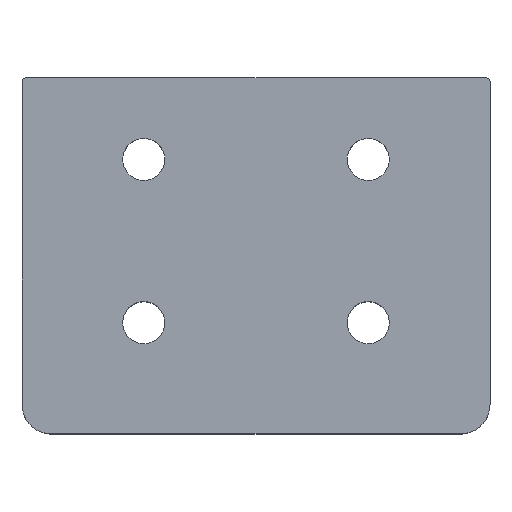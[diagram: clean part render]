
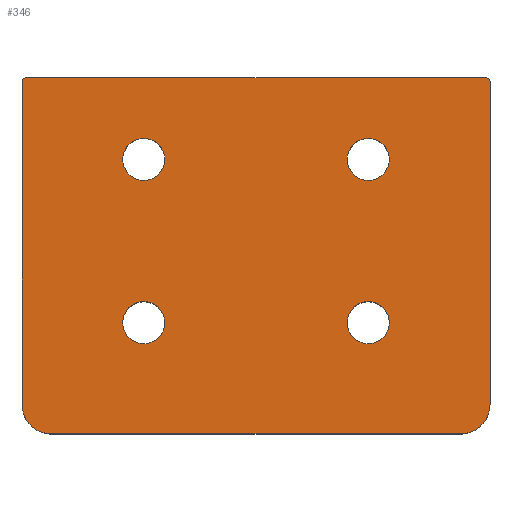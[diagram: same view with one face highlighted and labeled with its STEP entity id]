
A CAD part, top view. The second image highlights one B-rep face of the part: STEP entity #346.
In plain terms, the highlighted planar face has unit normal (0, 0, 1).
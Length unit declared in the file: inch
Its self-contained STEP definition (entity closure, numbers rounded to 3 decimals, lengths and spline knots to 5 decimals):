
#4 = DIRECTION ( 'NONE',  ( 0., 0., 1. ) ) ;
#5 = EDGE_CURVE ( 'NONE', #114, #223, #55, .T. ) ;
#10 = DIRECTION ( 'NONE',  ( -1., 0., 0. ) ) ;
#11 = CARTESIAN_POINT ( 'NONE',  ( -0.56127, 0.34375, 0.25 ) ) ;
#12 = CARTESIAN_POINT ( 'NONE',  ( -0.96988, 0.6875, 0.25 ) ) ;
#16 = CARTESIAN_POINT ( 'NONE',  ( 0.3841, -0.34375, 0.25 ) ) ;
#18 = FACE_OUTER_BOUND ( 'NONE', #559, .T. ) ;
#20 = EDGE_CURVE ( 'NONE', #223, #396, #380, .T. ) ;
#24 = CARTESIAN_POINT ( 'NONE',  ( 0.8605, -0.6875, 0.25 ) ) ;
#36 = CIRCLE ( 'NONE', #565, 0.08858 ) ;
#37 = EDGE_CURVE ( 'NONE', #470, #76, #394, .T. ) ;
#47 = ORIENTED_EDGE ( 'NONE', *, *, #522, .T. ) ;
#49 = ORIENTED_EDGE ( 'NONE', *, *, #617, .T. ) ;
#52 = VERTEX_POINT ( 'NONE', #63 ) ;
#53 = CARTESIAN_POINT ( 'NONE',  ( 0.9855, 0.6875, 0.25 ) ) ;
#55 = LINE ( 'NONE', #398, #156 ) ;
#60 = DIRECTION ( 'NONE',  ( 0., -1., 0. ) ) ;
#62 = FACE_BOUND ( 'NONE', #375, .T. ) ;
#63 = CARTESIAN_POINT ( 'NONE',  ( 0.56127, -0.34375, 0.25 ) ) ;
#71 = AXIS2_PLACEMENT_3D ( 'NONE', #24, #216, #604 ) ;
#72 = EDGE_CURVE ( 'NONE', #396, #137, #535, .T. ) ;
#76 = VERTEX_POINT ( 'NONE', #162 ) ;
#77 = LINE ( 'NONE', #53, #542 ) ;
#84 = AXIS2_PLACEMENT_3D ( 'NONE', #208, #4, #110 ) ;
#90 = AXIS2_PLACEMENT_3D ( 'NONE', #248, #446, #596 ) ;
#92 = AXIS2_PLACEMENT_3D ( 'NONE', #399, #253, #530 ) ;
#93 = VERTEX_POINT ( 'NONE', #12 ) ;
#106 = AXIS2_PLACEMENT_3D ( 'NONE', #503, #109, #303 ) ;
#109 = DIRECTION ( 'NONE',  ( 0., 0., 1. ) ) ;
#110 = DIRECTION ( 'NONE',  ( 1., 0., 0. ) ) ;
#114 = VERTEX_POINT ( 'NONE', #583 ) ;
#116 = DIRECTION ( 'NONE',  ( 0., 0., -1. ) ) ;
#118 = DIRECTION ( 'NONE',  ( -1., 0., 0. ) ) ;
#119 = EDGE_CURVE ( 'NONE', #333, #431, #363, .T. ) ;
#132 = ORIENTED_EDGE ( 'NONE', *, *, #214, .T. ) ;
#135 = CARTESIAN_POINT ( 'NONE',  ( 0.56127, 0.34375, 0.25 ) ) ;
#136 = EDGE_CURVE ( 'NONE', #52, #332, #36, .T. ) ;
#137 = VERTEX_POINT ( 'NONE', #295 ) ;
#147 = DIRECTION ( 'NONE',  ( -1., 0., 0. ) ) ;
#153 = DIRECTION ( 'NONE',  ( 1., 0., 0. ) ) ;
#155 = CARTESIAN_POINT ( 'NONE',  ( -0.3841, -0.34375, 0.25 ) ) ;
#156 = VECTOR ( 'NONE', #60, 39.37008 ) ;
#159 = CARTESIAN_POINT ( 'NONE',  ( -0.47269, 0.34375, 0.25 ) ) ;
#162 = CARTESIAN_POINT ( 'NONE',  ( 0.9855, 0.67187, 0.25 ) ) ;
#166 = CARTESIAN_POINT ( 'NONE',  ( -0.56127, -0.34375, 0.25 ) ) ;
#176 = ORIENTED_EDGE ( 'NONE', *, *, #5, .T. ) ;
#182 = VERTEX_POINT ( 'NONE', #166 ) ;
#187 = AXIS2_PLACEMENT_3D ( 'NONE', #304, #497, #628 ) ;
#195 = CARTESIAN_POINT ( 'NONE',  ( 0.96987, 0.67188, 0.25 ) ) ;
#201 = CARTESIAN_POINT ( 'NONE',  ( -0.8605, -0.8125, 0.25 ) ) ;
#207 = DIRECTION ( 'NONE',  ( 0., 0., -1. ) ) ;
#208 = CARTESIAN_POINT ( 'NONE',  ( -0.96988, 0.67188, 0.25 ) ) ;
#214 = EDGE_CURVE ( 'NONE', #281, #467, #532, .T. ) ;
#216 = DIRECTION ( 'NONE',  ( 0., 0., 1. ) ) ;
#223 = VERTEX_POINT ( 'NONE', #321 ) ;
#227 = EDGE_CURVE ( 'NONE', #513, #93, #77, .T. ) ;
#231 = AXIS2_PLACEMENT_3D ( 'NONE', #549, #499, #453 ) ;
#232 = CIRCLE ( 'NONE', #581, 0.01563 ) ;
#233 = CARTESIAN_POINT ( 'NONE',  ( 0.47269, 0.34375, 0.25 ) ) ;
#234 = ORIENTED_EDGE ( 'NONE', *, *, #579, .T. ) ;
#247 = DIRECTION ( 'NONE',  ( 0., 1., 0. ) ) ;
#248 = CARTESIAN_POINT ( 'NONE',  ( -0.47269, -0.34375, 0.25 ) ) ;
#253 = DIRECTION ( 'NONE',  ( 0., 0., 1. ) ) ;
#276 = ORIENTED_EDGE ( 'NONE', *, *, #465, .T. ) ;
#281 = VERTEX_POINT ( 'NONE', #594 ) ;
#283 = VECTOR ( 'NONE', #247, 39.37008 ) ;
#284 = CIRCLE ( 'NONE', #92, 0.125 ) ;
#292 = AXIS2_PLACEMENT_3D ( 'NONE', #159, #454, #118 ) ;
#295 = CARTESIAN_POINT ( 'NONE',  ( 0.8605, -0.8125, 0.25 ) ) ;
#303 = DIRECTION ( 'NONE',  ( 1., 0., 0. ) ) ;
#304 = CARTESIAN_POINT ( 'NONE',  ( -0.47269, -0.34375, 0.25 ) ) ;
#307 = CARTESIAN_POINT ( 'NONE',  ( 0.9855, -0.6875, 0.25 ) ) ;
#310 = DIRECTION ( 'NONE',  ( -1., 0., 0. ) ) ;
#321 = CARTESIAN_POINT ( 'NONE',  ( -0.9855, -0.6875, 0.25 ) ) ;
#330 = ORIENTED_EDGE ( 'NONE', *, *, #227, .T. ) ;
#332 = VERTEX_POINT ( 'NONE', #16 ) ;
#333 = VERTEX_POINT ( 'NONE', #598 ) ;
#337 = ORIENTED_EDGE ( 'NONE', *, *, #433, .T. ) ;
#340 = VERTEX_POINT ( 'NONE', #155 ) ;
#342 = AXIS2_PLACEMENT_3D ( 'NONE', #233, #567, #514 ) ;
#346 = ADVANCED_FACE ( 'NONE', ( #351, #544, #62, #551, #18 ), #463, .T. ) ;
#349 = CIRCLE ( 'NONE', #90, 0.08858 ) ;
#351 = FACE_BOUND ( 'NONE', #620, .T. ) ;
#357 = CARTESIAN_POINT ( 'NONE',  ( 0.47269, -0.34375, 0.25 ) ) ;
#363 = CIRCLE ( 'NONE', #231, 0.08858 ) ;
#369 = CARTESIAN_POINT ( 'NONE',  ( -0.8605, -0.8125, 0.25 ) ) ;
#370 = CARTESIAN_POINT ( 'NONE',  ( 0.47269, 0.34375, 0.25 ) ) ;
#375 = EDGE_LOOP ( 'NONE', ( #132, #276 ) ) ;
#377 = ORIENTED_EDGE ( 'NONE', *, *, #37, .T. ) ;
#380 = CIRCLE ( 'NONE', #106, 0.125 ) ;
#391 = CARTESIAN_POINT ( 'NONE',  ( 0.96987, 0.6875, 0.25 ) ) ;
#394 = LINE ( 'NONE', #307, #283 ) ;
#396 = VERTEX_POINT ( 'NONE', #369 ) ;
#398 = CARTESIAN_POINT ( 'NONE',  ( -0.9855, -0.6875, 0.25 ) ) ;
#399 = CARTESIAN_POINT ( 'NONE',  ( 0.8605, -0.6875, 0.25 ) ) ;
#408 = CARTESIAN_POINT ( 'NONE',  ( 0.47269, -0.34375, 0.25 ) ) ;
#426 = CARTESIAN_POINT ( 'NONE',  ( 0.9855, -0.6875, 0.25 ) ) ;
#431 = VERTEX_POINT ( 'NONE', #11 ) ;
#433 = EDGE_CURVE ( 'NONE', #332, #52, #534, .T. ) ;
#435 = ORIENTED_EDGE ( 'NONE', *, *, #560, .T. ) ;
#446 = DIRECTION ( 'NONE',  ( 0., 0., -1. ) ) ;
#453 = DIRECTION ( 'NONE',  ( -1., 0., 0. ) ) ;
#454 = DIRECTION ( 'NONE',  ( 0., 0., -1. ) ) ;
#458 = DIRECTION ( 'NONE',  ( 1., 0., 0. ) ) ;
#463 = PLANE ( 'NONE',  #71 ) ;
#465 = EDGE_CURVE ( 'NONE', #467, #281, #614, .T. ) ;
#467 = VERTEX_POINT ( 'NONE', #135 ) ;
#469 = ORIENTED_EDGE ( 'NONE', *, *, #20, .T. ) ;
#470 = VERTEX_POINT ( 'NONE', #426 ) ;
#475 = CIRCLE ( 'NONE', #84, 0.01563 ) ;
#479 = ORIENTED_EDGE ( 'NONE', *, *, #119, .T. ) ;
#484 = ORIENTED_EDGE ( 'NONE', *, *, #572, .T. ) ;
#497 = DIRECTION ( 'NONE',  ( 0., 0., -1. ) ) ;
#499 = DIRECTION ( 'NONE',  ( 0., 0., -1. ) ) ;
#503 = CARTESIAN_POINT ( 'NONE',  ( -0.8605, -0.6875, 0.25 ) ) ;
#507 = CIRCLE ( 'NONE', #187, 0.08858 ) ;
#509 = EDGE_LOOP ( 'NONE', ( #337, #523 ) ) ;
#513 = VERTEX_POINT ( 'NONE', #391 ) ;
#514 = DIRECTION ( 'NONE',  ( -1., 0., 0. ) ) ;
#522 = EDGE_CURVE ( 'NONE', #431, #333, #566, .T. ) ;
#523 = ORIENTED_EDGE ( 'NONE', *, *, #136, .T. ) ;
#525 = AXIS2_PLACEMENT_3D ( 'NONE', #370, #561, #600 ) ;
#528 = EDGE_CURVE ( 'NONE', #93, #114, #475, .T. ) ;
#530 = DIRECTION ( 'NONE',  ( 1., 0., 0. ) ) ;
#532 = CIRCLE ( 'NONE', #525, 0.08858 ) ;
#534 = CIRCLE ( 'NONE', #593, 0.08858 ) ;
#535 = LINE ( 'NONE', #201, #556 ) ;
#542 = VECTOR ( 'NONE', #10, 39.37008 ) ;
#544 = FACE_BOUND ( 'NONE', #509, .T. ) ;
#547 = ORIENTED_EDGE ( 'NONE', *, *, #72, .T. ) ;
#549 = CARTESIAN_POINT ( 'NONE',  ( -0.47269, 0.34375, 0.25 ) ) ;
#551 = FACE_BOUND ( 'NONE', #605, .T. ) ;
#556 = VECTOR ( 'NONE', #458, 39.37008 ) ;
#559 = EDGE_LOOP ( 'NONE', ( #377, #484, #330, #562, #176, #469, #547, #234 ) ) ;
#560 = EDGE_CURVE ( 'NONE', #340, #182, #507, .T. ) ;
#561 = DIRECTION ( 'NONE',  ( 0., 0., -1. ) ) ;
#562 = ORIENTED_EDGE ( 'NONE', *, *, #528, .T. ) ;
#565 = AXIS2_PLACEMENT_3D ( 'NONE', #408, #207, #147 ) ;
#566 = CIRCLE ( 'NONE', #292, 0.08858 ) ;
#567 = DIRECTION ( 'NONE',  ( 0., 0., -1. ) ) ;
#572 = EDGE_CURVE ( 'NONE', #76, #513, #232, .T. ) ;
#579 = EDGE_CURVE ( 'NONE', #137, #470, #284, .T. ) ;
#581 = AXIS2_PLACEMENT_3D ( 'NONE', #195, #584, #153 ) ;
#583 = CARTESIAN_POINT ( 'NONE',  ( -0.9855, 0.67187, 0.25 ) ) ;
#584 = DIRECTION ( 'NONE',  ( 0., 0., 1. ) ) ;
#593 = AXIS2_PLACEMENT_3D ( 'NONE', #357, #116, #310 ) ;
#594 = CARTESIAN_POINT ( 'NONE',  ( 0.3841, 0.34375, 0.25 ) ) ;
#596 = DIRECTION ( 'NONE',  ( -1., 0., 0. ) ) ;
#598 = CARTESIAN_POINT ( 'NONE',  ( -0.3841, 0.34375, 0.25 ) ) ;
#600 = DIRECTION ( 'NONE',  ( -1., 0., 0. ) ) ;
#604 = DIRECTION ( 'NONE',  ( 1., 0., 0. ) ) ;
#605 = EDGE_LOOP ( 'NONE', ( #47, #479 ) ) ;
#614 = CIRCLE ( 'NONE', #342, 0.08858 ) ;
#617 = EDGE_CURVE ( 'NONE', #182, #340, #349, .T. ) ;
#620 = EDGE_LOOP ( 'NONE', ( #49, #435 ) ) ;
#628 = DIRECTION ( 'NONE',  ( -1., 0., 0. ) ) ;
